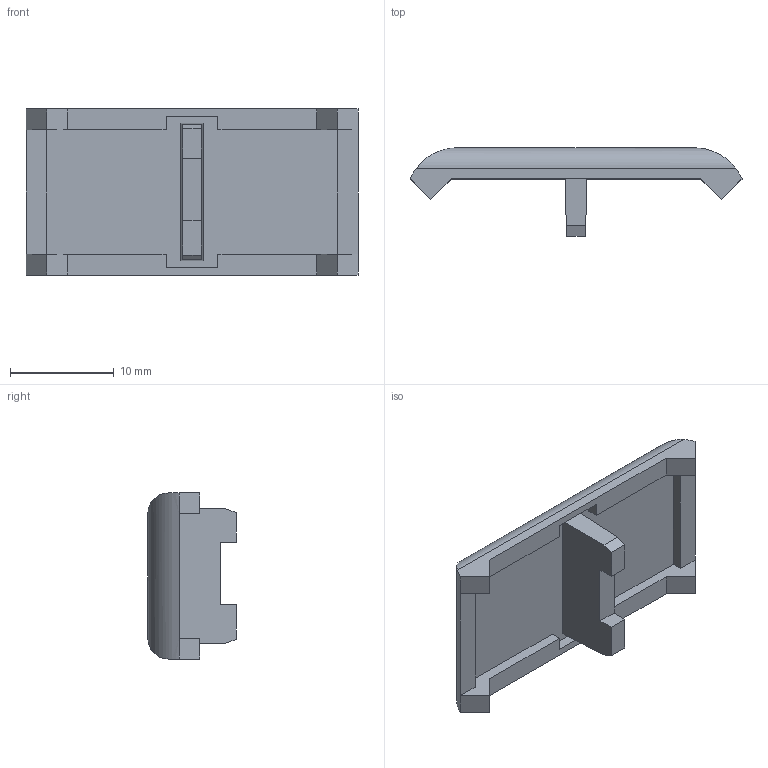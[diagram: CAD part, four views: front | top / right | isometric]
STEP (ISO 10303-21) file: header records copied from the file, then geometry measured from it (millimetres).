
FILE_DESCRIPTION (( 'STEP AP214' ), '1' );
FILE_NAME ('262523504.STEP', '2014-02-18T15:33:25', ( '' ), ( '' ), 'SwSTEP 2.0', 'SolidWorks 2014', '' );
FILE_SCHEMA (( 'AUTOMOTIVE_DESIGN' ));
Length unit declared in the file: millimetre
Products named in the file (1): 262523504
Bounding box: 31.96 x 8.5 x 16 mm (x, y, z)
Volume: 1200.2 mm3; surface area: 1496.9 mm2
Topology: 1 solids, 1 shells, 43 faces, 116 edges, 76 vertices
Faces by surface type: plane 39, cylinder 4
Entity records: 1877 total; most frequent: CARTESIAN_POINT 292, ORIENTED_EDGE 232, DIRECTION 204, EDGE_CURVE 116, VECTOR 108, LINE 108, VERTEX_POINT 76, AXIS2_PLACEMENT_3D 48
